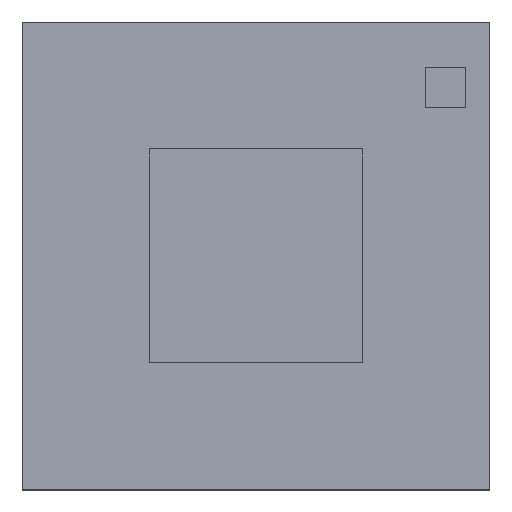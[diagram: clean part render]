
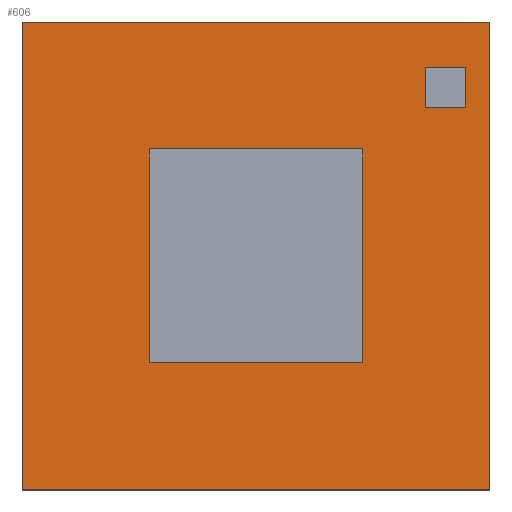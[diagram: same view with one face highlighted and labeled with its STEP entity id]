
A CAD part, top view. The second image highlights one B-rep face of the part: STEP entity #606.
In plain terms, the highlighted planar face has unit normal (0, 0, 1).
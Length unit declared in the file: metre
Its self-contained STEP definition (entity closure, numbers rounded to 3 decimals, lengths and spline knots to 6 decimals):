
#1 = FACE_BOUND ( 'NONE', #546, .T. ) ;
#10 = EDGE_CURVE ( 'NONE', #991, #189, #301, .T. ) ;
#13 = CARTESIAN_POINT ( 'NONE',  ( -0.00175, 0.00175, 0. ) ) ;
#42 = CARTESIAN_POINT ( 'NONE',  ( 0.00127, 0.00141, 0. ) ) ;
#43 = EDGE_CURVE ( 'NONE', #189, #456, #1228, .T. ) ;
#122 = EDGE_CURVE ( 'NONE', #566, #958, #925, .T. ) ;
#129 = ORIENTED_EDGE ( 'NONE', *, *, #10, .T. ) ;
#140 = ORIENTED_EDGE ( 'NONE', *, *, #43, .T. ) ;
#147 = VECTOR ( 'NONE', #1091, 1. ) ;
#162 = DIRECTION ( 'NONE',  ( 0., 1., 0. ) ) ;
#179 = ORIENTED_EDGE ( 'NONE', *, *, #428, .F. ) ;
#185 = VECTOR ( 'NONE', #458, 1. ) ;
#189 = VERTEX_POINT ( 'NONE', #13 ) ;
#229 = EDGE_CURVE ( 'NONE', #1970, #1065, #1827, .T. ) ;
#238 = VECTOR ( 'NONE', #414, 1. ) ;
#252 = DIRECTION ( 'NONE',  ( 1., 0., 0. ) ) ;
#259 = CARTESIAN_POINT ( 'NONE',  ( -0.00175, -0.00175, 0. ) ) ;
#283 = FACE_BOUND ( 'NONE', #1642, .T. ) ;
#301 = LINE ( 'NONE', #640, #656 ) ;
#307 = EDGE_CURVE ( 'NONE', #854, #1970, #499, .T. ) ;
#309 = VECTOR ( 'NONE', #886, 1. ) ;
#317 = DIRECTION ( 'NONE',  ( 0., 0., 1. ) ) ;
#350 = VECTOR ( 'NONE', #655, 1. ) ;
#381 = EDGE_LOOP ( 'NONE', ( #140, #1590, #1904, #129 ) ) ;
#398 = VERTEX_POINT ( 'NONE', #865 ) ;
#400 = ORIENTED_EDGE ( 'NONE', *, *, #229, .F. ) ;
#414 = DIRECTION ( 'NONE',  ( -1., 0., 0. ) ) ;
#428 = EDGE_CURVE ( 'NONE', #1121, #1683, #1614, .T. ) ;
#456 = VERTEX_POINT ( 'NONE', #259 ) ;
#458 = DIRECTION ( 'NONE',  ( 0., 1., 0. ) ) ;
#459 = CARTESIAN_POINT ( 'NONE',  ( -0.00175, 0.00175, 0. ) ) ;
#464 = ORIENTED_EDGE ( 'NONE', *, *, #1917, .F. ) ;
#471 = VECTOR ( 'NONE', #1132, 1. ) ;
#486 = EDGE_CURVE ( 'NONE', #398, #854, #1323, .T. ) ;
#499 = LINE ( 'NONE', #42, #1696 ) ;
#513 = CARTESIAN_POINT ( 'NONE',  ( 0.00127, 0.00111, 0. ) ) ;
#519 = CARTESIAN_POINT ( 'NONE',  ( 0.00127, 0.00141, 0. ) ) ;
#546 = EDGE_LOOP ( 'NONE', ( #1059, #1799, #464, #400 ) ) ;
#566 = VERTEX_POINT ( 'NONE', #1686 ) ;
#580 = CARTESIAN_POINT ( 'NONE',  ( -0.0008, -0.0008, 0. ) ) ;
#589 = VECTOR ( 'NONE', #252, 1. ) ;
#606 = ADVANCED_FACE ( 'NONE', ( #1, #283, #1698 ), #893, .T. ) ;
#608 = LINE ( 'NONE', #1983, #185 ) ;
#612 = CARTESIAN_POINT ( 'NONE',  ( 0., 0., 0. ) ) ;
#640 = CARTESIAN_POINT ( 'NONE',  ( -0.00175, 0.00175, 0. ) ) ;
#655 = DIRECTION ( 'NONE',  ( 0., -1., 0. ) ) ;
#656 = VECTOR ( 'NONE', #1561, 1. ) ;
#714 = CARTESIAN_POINT ( 'NONE',  ( -0.0008, 0.0008, 0. ) ) ;
#728 = VECTOR ( 'NONE', #1064, 1. ) ;
#748 = CARTESIAN_POINT ( 'NONE',  ( 0.00157, 0.00111, 0. ) ) ;
#775 = CARTESIAN_POINT ( 'NONE',  ( 0.00175, -0.00175, 0. ) ) ;
#791 = CARTESIAN_POINT ( 'NONE',  ( -0.0008, 0.0008, 0. ) ) ;
#854 = VERTEX_POINT ( 'NONE', #519 ) ;
#865 = CARTESIAN_POINT ( 'NONE',  ( 0.00157, 0.00141, 0. ) ) ;
#886 = DIRECTION ( 'NONE',  ( -1., 0., 0. ) ) ;
#893 = PLANE ( 'NONE',  #947 ) ;
#925 = LINE ( 'NONE', #1223, #309 ) ;
#947 = AXIS2_PLACEMENT_3D ( 'NONE', #612, #317, #1823 ) ;
#958 = VERTEX_POINT ( 'NONE', #714 ) ;
#983 = CARTESIAN_POINT ( 'NONE',  ( -0.0008, -0.0008, 0. ) ) ;
#991 = VERTEX_POINT ( 'NONE', #1467 ) ;
#1038 = VECTOR ( 'NONE', #1073, 1. ) ;
#1054 = CARTESIAN_POINT ( 'NONE',  ( 0.00127, 0.00111, 0. ) ) ;
#1059 = ORIENTED_EDGE ( 'NONE', *, *, #307, .F. ) ;
#1064 = DIRECTION ( 'NONE',  ( 1., 0., 0. ) ) ;
#1065 = VERTEX_POINT ( 'NONE', #748 ) ;
#1073 = DIRECTION ( 'NONE',  ( 1., 0., 0. ) ) ;
#1091 = DIRECTION ( 'NONE',  ( 0., -1., 0. ) ) ;
#1096 = EDGE_CURVE ( 'NONE', #456, #1623, #1377, .T. ) ;
#1121 = VERTEX_POINT ( 'NONE', #580 ) ;
#1132 = DIRECTION ( 'NONE',  ( 0., 1., 0. ) ) ;
#1173 = LINE ( 'NONE', #1468, #471 ) ;
#1223 = CARTESIAN_POINT ( 'NONE',  ( -0.0008, 0.0008, 0. ) ) ;
#1228 = LINE ( 'NONE', #459, #147 ) ;
#1250 = ORIENTED_EDGE ( 'NONE', *, *, #1846, .F. ) ;
#1323 = LINE ( 'NONE', #1794, #238 ) ;
#1354 = CARTESIAN_POINT ( 'NONE',  ( -0.00175, -0.00175, 0. ) ) ;
#1377 = LINE ( 'NONE', #1354, #728 ) ;
#1467 = CARTESIAN_POINT ( 'NONE',  ( 0.00175, 0.00175, 0. ) ) ;
#1468 = CARTESIAN_POINT ( 'NONE',  ( 0.00157, 0.00141, 0. ) ) ;
#1516 = LINE ( 'NONE', #1961, #1928 ) ;
#1561 = DIRECTION ( 'NONE',  ( -1., 0., 0. ) ) ;
#1580 = LINE ( 'NONE', #791, #350 ) ;
#1590 = ORIENTED_EDGE ( 'NONE', *, *, #1096, .T. ) ;
#1594 = EDGE_CURVE ( 'NONE', #1623, #991, #1516, .T. ) ;
#1614 = LINE ( 'NONE', #983, #589 ) ;
#1623 = VERTEX_POINT ( 'NONE', #775 ) ;
#1625 = EDGE_CURVE ( 'NONE', #1683, #566, #608, .T. ) ;
#1632 = ORIENTED_EDGE ( 'NONE', *, *, #1625, .F. ) ;
#1642 = EDGE_LOOP ( 'NONE', ( #1250, #1921, #1632, #179 ) ) ;
#1683 = VERTEX_POINT ( 'NONE', #1806 ) ;
#1686 = CARTESIAN_POINT ( 'NONE',  ( 0.0008, 0.0008, 0. ) ) ;
#1696 = VECTOR ( 'NONE', #1738, 1. ) ;
#1698 = FACE_OUTER_BOUND ( 'NONE', #381, .T. ) ;
#1738 = DIRECTION ( 'NONE',  ( 0., -1., 0. ) ) ;
#1794 = CARTESIAN_POINT ( 'NONE',  ( 0.00127, 0.00141, 0. ) ) ;
#1799 = ORIENTED_EDGE ( 'NONE', *, *, #486, .F. ) ;
#1806 = CARTESIAN_POINT ( 'NONE',  ( 0.0008, -0.0008, 0. ) ) ;
#1823 = DIRECTION ( 'NONE',  ( 1., 0., 0. ) ) ;
#1827 = LINE ( 'NONE', #1054, #1038 ) ;
#1846 = EDGE_CURVE ( 'NONE', #958, #1121, #1580, .T. ) ;
#1904 = ORIENTED_EDGE ( 'NONE', *, *, #1594, .T. ) ;
#1917 = EDGE_CURVE ( 'NONE', #1065, #398, #1173, .T. ) ;
#1921 = ORIENTED_EDGE ( 'NONE', *, *, #122, .F. ) ;
#1928 = VECTOR ( 'NONE', #162, 1. ) ;
#1961 = CARTESIAN_POINT ( 'NONE',  ( 0.00175, 0.00175, 0. ) ) ;
#1970 = VERTEX_POINT ( 'NONE', #513 ) ;
#1983 = CARTESIAN_POINT ( 'NONE',  ( 0.0008, 0.0008, 0. ) ) ;
